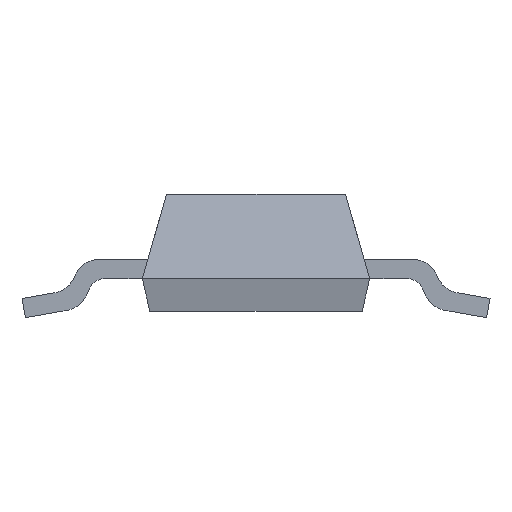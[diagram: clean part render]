
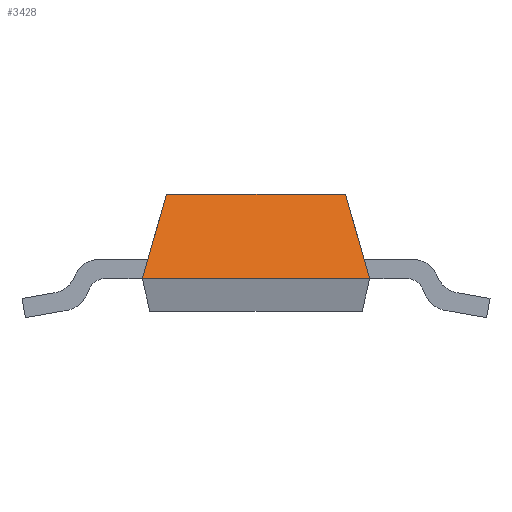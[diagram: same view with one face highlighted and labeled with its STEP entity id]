
A CAD part, left-side view. The second image highlights one B-rep face of the part: STEP entity #3428.
In plain terms, the highlighted planar face has unit normal (-0.961, 0, 0.276).
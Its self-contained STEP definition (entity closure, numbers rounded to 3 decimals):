
#285 = PLANE('',#286);
#286 = AXIS2_PLACEMENT_3D('',#287,#288,#289);
#287 = CARTESIAN_POINT('',(-3.35,-1.75,0.6));
#288 = DIRECTION('',(0.,-0.961,0.276));
#289 = DIRECTION('',(0.,-0.276,-0.961));
#1076 = VERTEX_POINT('',#1077);
#1077 = CARTESIAN_POINT('',(-2.977,-1.377,1.9));
#1091 = PLANE('',#1092);
#1092 = AXIS2_PLACEMENT_3D('',#1093,#1094,#1095);
#1093 = CARTESIAN_POINT('',(3.35,1.75,1.9));
#1094 = DIRECTION('',(0.,0.,-1.));
#1095 = DIRECTION('',(-1.,0.,0.));
#1103 = EDGE_CURVE('',#1104,#1076,#1106,.T.);
#1104 = VERTEX_POINT('',#1105);
#1105 = CARTESIAN_POINT('',(-3.35,-1.75,0.6));
#1106 = SURFACE_CURVE('',#1107,(#1111,#1118),.PCURVE_S1.);
#1107 = LINE('',#1108,#1109);
#1108 = CARTESIAN_POINT('',(-3.35,-1.75,0.6));
#1109 = VECTOR('',#1110,1.);
#1110 = DIRECTION('',(0.266,0.266,0.927));
#1111 = PCURVE('',#285,#1112);
#1112 = DEFINITIONAL_REPRESENTATION('',(#1113),#1117);
#1113 = LINE('',#1114,#1115);
#1114 = CARTESIAN_POINT('',(0.,0.));
#1115 = VECTOR('',#1116,1.);
#1116 = DIRECTION('',(-0.964,0.266));
#1117 = ( GEOMETRIC_REPRESENTATION_CONTEXT(2) 
PARAMETRIC_REPRESENTATION_CONTEXT() REPRESENTATION_CONTEXT('2D SPACE',''
  ) );
#1118 = PCURVE('',#1119,#1124);
#1119 = PLANE('',#1120);
#1120 = AXIS2_PLACEMENT_3D('',#1121,#1122,#1123);
#1121 = CARTESIAN_POINT('',(-3.35,-1.75,0.6));
#1122 = DIRECTION('',(-0.961,0.,0.276));
#1123 = DIRECTION('',(0.276,0.,0.961));
#1124 = DEFINITIONAL_REPRESENTATION('',(#1125),#1129);
#1125 = LINE('',#1126,#1127);
#1126 = CARTESIAN_POINT('',(0.,0.));
#1127 = VECTOR('',#1128,1.);
#1128 = DIRECTION('',(0.964,0.266));
#1129 = ( GEOMETRIC_REPRESENTATION_CONTEXT(2) 
PARAMETRIC_REPRESENTATION_CONTEXT() REPRESENTATION_CONTEXT('2D SPACE',''
  ) );
#1825 = PLANE('',#1826);
#1826 = AXIS2_PLACEMENT_3D('',#1827,#1828,#1829);
#1827 = CARTESIAN_POINT('',(-3.35,-1.75,0.6));
#1828 = DIRECTION('',(-0.974,0.,-0.225));
#1829 = DIRECTION('',(-0.225,0.,0.974));
#3428 = ADVANCED_FACE('',(#3429),#1119,.T.);
#3429 = FACE_BOUND('',#3430,.T.);
#3430 = EDGE_LOOP('',(#3431,#3454,#3482,#3503));
#3431 = ORIENTED_EDGE('',*,*,#3432,.T.);
#3432 = EDGE_CURVE('',#1076,#3433,#3435,.T.);
#3433 = VERTEX_POINT('',#3434);
#3434 = CARTESIAN_POINT('',(-2.977,1.377,1.9));
#3435 = SURFACE_CURVE('',#3436,(#3440,#3447),.PCURVE_S1.);
#3436 = LINE('',#3437,#3438);
#3437 = CARTESIAN_POINT('',(-2.977,-1.75,1.9));
#3438 = VECTOR('',#3439,1.);
#3439 = DIRECTION('',(0.,1.,0.));
#3440 = PCURVE('',#1119,#3441);
#3441 = DEFINITIONAL_REPRESENTATION('',(#3442),#3446);
#3442 = LINE('',#3443,#3444);
#3443 = CARTESIAN_POINT('',(1.352,0.));
#3444 = VECTOR('',#3445,1.);
#3445 = DIRECTION('',(0.,1.));
#3446 = ( GEOMETRIC_REPRESENTATION_CONTEXT(2) 
PARAMETRIC_REPRESENTATION_CONTEXT() REPRESENTATION_CONTEXT('2D SPACE',''
  ) );
#3447 = PCURVE('',#1091,#3448);
#3448 = DEFINITIONAL_REPRESENTATION('',(#3449),#3453);
#3449 = LINE('',#3450,#3451);
#3450 = CARTESIAN_POINT('',(6.327,-3.5));
#3451 = VECTOR('',#3452,1.);
#3452 = DIRECTION('',(0.,1.));
#3453 = ( GEOMETRIC_REPRESENTATION_CONTEXT(2) 
PARAMETRIC_REPRESENTATION_CONTEXT() REPRESENTATION_CONTEXT('2D SPACE',''
  ) );
#3454 = ORIENTED_EDGE('',*,*,#3455,.F.);
#3455 = EDGE_CURVE('',#3456,#3433,#3458,.T.);
#3456 = VERTEX_POINT('',#3457);
#3457 = CARTESIAN_POINT('',(-3.35,1.75,0.6));
#3458 = SURFACE_CURVE('',#3459,(#3463,#3470),.PCURVE_S1.);
#3459 = LINE('',#3460,#3461);
#3460 = CARTESIAN_POINT('',(-3.35,1.75,0.6));
#3461 = VECTOR('',#3462,1.);
#3462 = DIRECTION('',(0.266,-0.266,0.927));
#3463 = PCURVE('',#1119,#3464);
#3464 = DEFINITIONAL_REPRESENTATION('',(#3465),#3469);
#3465 = LINE('',#3466,#3467);
#3466 = CARTESIAN_POINT('',(0.,3.5));
#3467 = VECTOR('',#3468,1.);
#3468 = DIRECTION('',(0.964,-0.266));
#3469 = ( GEOMETRIC_REPRESENTATION_CONTEXT(2) 
PARAMETRIC_REPRESENTATION_CONTEXT() REPRESENTATION_CONTEXT('2D SPACE',''
  ) );
#3470 = PCURVE('',#3471,#3476);
#3471 = PLANE('',#3472);
#3472 = AXIS2_PLACEMENT_3D('',#3473,#3474,#3475);
#3473 = CARTESIAN_POINT('',(-3.35,1.75,0.6));
#3474 = DIRECTION('',(0.,0.961,0.276));
#3475 = DIRECTION('',(0.,-0.276,0.961));
#3476 = DEFINITIONAL_REPRESENTATION('',(#3477),#3481);
#3477 = LINE('',#3478,#3479);
#3478 = CARTESIAN_POINT('',(0.,0.));
#3479 = VECTOR('',#3480,1.);
#3480 = DIRECTION('',(0.964,0.266));
#3481 = ( GEOMETRIC_REPRESENTATION_CONTEXT(2) 
PARAMETRIC_REPRESENTATION_CONTEXT() REPRESENTATION_CONTEXT('2D SPACE',''
  ) );
#3482 = ORIENTED_EDGE('',*,*,#3483,.F.);
#3483 = EDGE_CURVE('',#1104,#3456,#3484,.T.);
#3484 = SURFACE_CURVE('',#3485,(#3489,#3496),.PCURVE_S1.);
#3485 = LINE('',#3486,#3487);
#3486 = CARTESIAN_POINT('',(-3.35,-1.75,0.6));
#3487 = VECTOR('',#3488,1.);
#3488 = DIRECTION('',(0.,1.,0.));
#3489 = PCURVE('',#1119,#3490);
#3490 = DEFINITIONAL_REPRESENTATION('',(#3491),#3495);
#3491 = LINE('',#3492,#3493);
#3492 = CARTESIAN_POINT('',(0.,0.));
#3493 = VECTOR('',#3494,1.);
#3494 = DIRECTION('',(0.,1.));
#3495 = ( GEOMETRIC_REPRESENTATION_CONTEXT(2) 
PARAMETRIC_REPRESENTATION_CONTEXT() REPRESENTATION_CONTEXT('2D SPACE',''
  ) );
#3496 = PCURVE('',#1825,#3497);
#3497 = DEFINITIONAL_REPRESENTATION('',(#3498),#3502);
#3498 = LINE('',#3499,#3500);
#3499 = CARTESIAN_POINT('',(0.,0.));
#3500 = VECTOR('',#3501,1.);
#3501 = DIRECTION('',(0.,1.));
#3502 = ( GEOMETRIC_REPRESENTATION_CONTEXT(2) 
PARAMETRIC_REPRESENTATION_CONTEXT() REPRESENTATION_CONTEXT('2D SPACE',''
  ) );
#3503 = ORIENTED_EDGE('',*,*,#1103,.T.);
